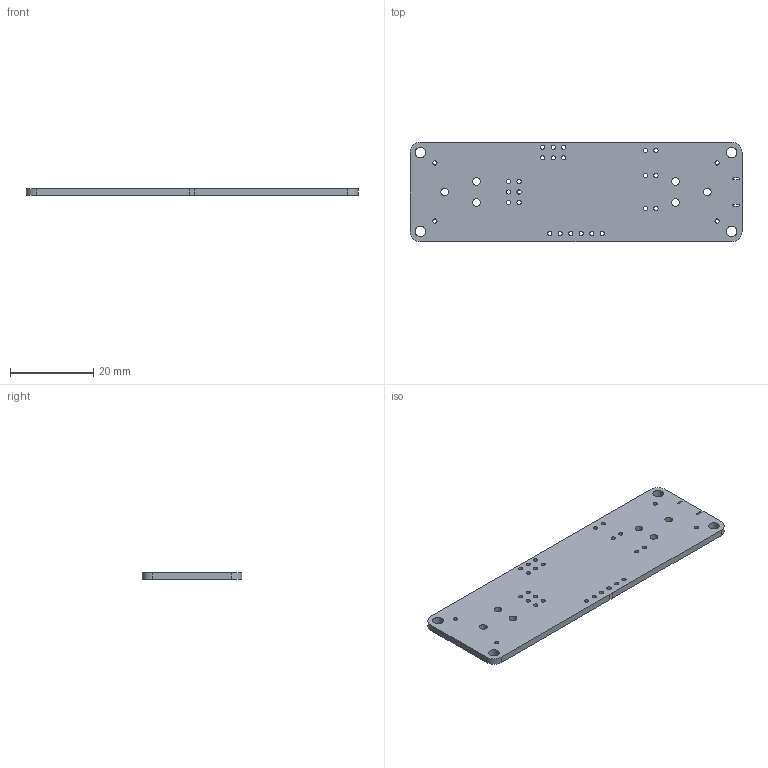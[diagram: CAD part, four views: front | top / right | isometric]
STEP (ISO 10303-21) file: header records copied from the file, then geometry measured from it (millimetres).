
FILE_DESCRIPTION(('KiCad electronic assembly'),'2;1');
FILE_NAME('bebl_v2_main.step','2019-05-09T08:53:16',('An Author'),( 'A Company'),'Open CASCADE STEP processor 6.9', 'KiCad to STEP converter','Unknown');
FILE_SCHEMA(('AUTOMOTIVE_DESIGN { 1 0 10303 214 1 1 1 1 }'));
Length unit declared in the file: millimetre
Products named in the file (15): Open CASCADE STEP translator 6.9 1; female_pcb_pin_02; C0805; inductor_smd_do3316p; pins_array_6x1; r_0805; smd_push2; tqfp32; LGA_adxl345; SOT23_5; crystal_4pins_smd; pin_strip_3x2; smt_batt_clip; usb_B_micro_smd; COMPOUND
Assembly tree (37 placements, depth 2):
  Open CASCADE STEP translator 6.9 1
    female_pcb_pin_02  x6
    C0805  x11
    inductor_smd_do3316p
    pins_array_6x1
    r_0805  x6
    smd_push2  x2
    tqfp32
    LGA_adxl345
    SOT23_5  x2
    crystal_4pins_smd
    pin_strip_3x2
    smt_batt_clip  x2
    usb_B_micro_smd
    COMPOUND
Bounding box: 80 x 24 x 1.6 mm (x, y, z)
Volume: 2966.8 mm3; surface area: 4295.8 mm2
Topology: 1 solids, 1 shells, 58 faces, 168 edges, 112 vertices
Faces by surface type: cylinder 46, plane 12
Full cylindrical faces by diameter (mm): 1.016 x28, 1.85 x6, 2.54 x4
Entity records: 4773 total; most frequent: DIRECTION 788, CARTESIAN_POINT 712, ORIENTED_EDGE 336, PCURVE 336, DEFINITIONAL_REPRESENTATION 336, LINE 320, VECTOR 320, AXIS2_PLACEMENT_3D 188
